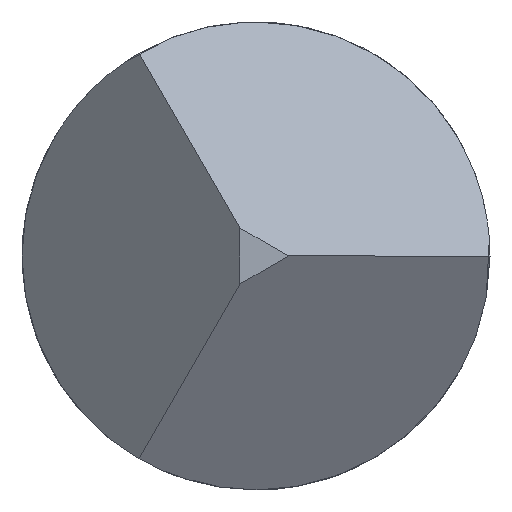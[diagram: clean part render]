
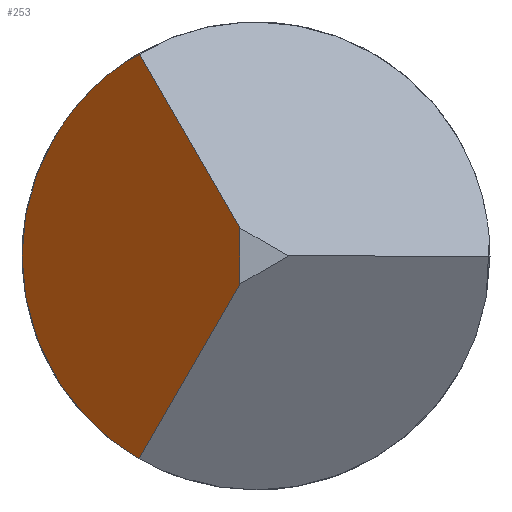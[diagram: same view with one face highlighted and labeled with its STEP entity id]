
A CAD part, left-side view. The second image highlights one B-rep face of the part: STEP entity #253.
In plain terms, the highlighted planar face has unit normal (-0.743, 0.669, 0).
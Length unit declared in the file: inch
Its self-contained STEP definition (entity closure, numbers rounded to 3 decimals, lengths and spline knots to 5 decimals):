
#15 = ORIENTED_EDGE ( 'NONE', *, *, #48, .T. ) ;
#30 = VERTEX_POINT ( 'NONE', #205 ) ;
#34 = CARTESIAN_POINT ( 'NONE',  ( -0.26502, 0.009, -0.01559 ) ) ;
#46 = LINE ( 'NONE', #552, #553 ) ;
#48 = EDGE_CURVE ( 'NONE', #124, #30, #46, .T. ) ;
#53 = ORIENTED_EDGE ( 'NONE', *, *, #164, .F. ) ;
#57 = EDGE_LOOP ( 'NONE', ( #53, #15, #192, #237 ) ) ;
#72 = AXIS2_PLACEMENT_3D ( 'NONE', #397, #444, #92 ) ;
#74 = DIRECTION ( 'NONE',  ( -0.411, -0.456, 0.79 ) ) ;
#84 = VECTOR ( 'NONE', #521, 39.37008 ) ;
#90 = PLANE ( 'NONE',  #72 ) ;
#91 = VECTOR ( 'NONE', #562, 39.37008 ) ;
#92 = DIRECTION ( 'NONE',  ( -0.669, -0.743, 0. ) ) ;
#123 = EDGE_CURVE ( 'NONE', #483, #126, #161, .T. ) ;
#124 = VERTEX_POINT ( 'NONE', #555 ) ;
#126 = VERTEX_POINT ( 'NONE', #477 ) ;
#138 = EDGE_CURVE ( 'NONE', #483, #30, #183, .T. ) ;
#161 = LINE ( 'NONE', #382, #84 ) ;
#164 = EDGE_CURVE ( 'NONE', #124, #126, #549, .T. ) ;
#168 = CARTESIAN_POINT ( 'NONE',  ( -0.25287, 0.0225, 0.00779 ) ) ;
#183 = LINE ( 'NONE', #423, #91 ) ;
#192 = ORIENTED_EDGE ( 'NONE', *, *, #138, .F. ) ;
#205 = CARTESIAN_POINT ( 'NONE',  ( -0.272, 0.00125, -0.00217 ) ) ;
#237 = ORIENTED_EDGE ( 'NONE', *, *, #123, .T. ) ;
#253 = ADVANCED_FACE ( 'NONE', ( #449 ), #90, .T. ) ;
#295 = CARTESIAN_POINT ( 'NONE',  ( -0.25287, 0.0225, -0.00779 ) ) ;
#382 = CARTESIAN_POINT ( 'NONE',  ( -0.0686, 0.22715, 0.39343 ) ) ;
#397 = CARTESIAN_POINT ( 'NONE',  ( -0.272, 0.00125, 0.62959 ) ) ;
#423 = CARTESIAN_POINT ( 'NONE',  ( -0.272, 0.00125, 0.62959 ) ) ;
#432 = CARTESIAN_POINT ( 'NONE',  ( -0.26502, 0.009, 0.01559 ) ) ;
#444 = DIRECTION ( 'NONE',  ( -0.743, 0.669, 0. ) ) ;
#445 = CARTESIAN_POINT ( 'NONE',  ( -0.272, 0.00125, 0.00217 ) ) ;
#449 = FACE_OUTER_BOUND ( 'NONE', #57, .T. ) ;
#477 = CARTESIAN_POINT ( 'NONE',  ( -0.26502, 0.009, 0.01559 ) ) ;
#483 = VERTEX_POINT ( 'NONE', #445 ) ;
#521 = DIRECTION ( 'NONE',  ( 0.411, 0.456, 0.79 ) ) ;
#549 =( BOUNDED_CURVE ( )  B_SPLINE_CURVE ( 3, ( #34, #295, #168, #432 ),
 .UNSPECIFIED., .F., .T. ) 
 B_SPLINE_CURVE_WITH_KNOTS ( ( 4, 4 ),
 ( 5.23599, 7.33038 ),
 .UNSPECIFIED. ) 
 CURVE ( )  GEOMETRIC_REPRESENTATION_ITEM ( )  RATIONAL_B_SPLINE_CURVE ( ( 1., 0.667, 0.667, 1. ) ) 
 REPRESENTATION_ITEM ( '' )  );
#552 = CARTESIAN_POINT ( 'NONE',  ( -0.4768, -0.22621, 0.3918 ) ) ;
#553 = VECTOR ( 'NONE', #74, 39.37008 ) ;
#555 = CARTESIAN_POINT ( 'NONE',  ( -0.26502, 0.009, -0.01559 ) ) ;
#562 = DIRECTION ( 'NONE',  ( 0., 0., -1. ) ) ;
